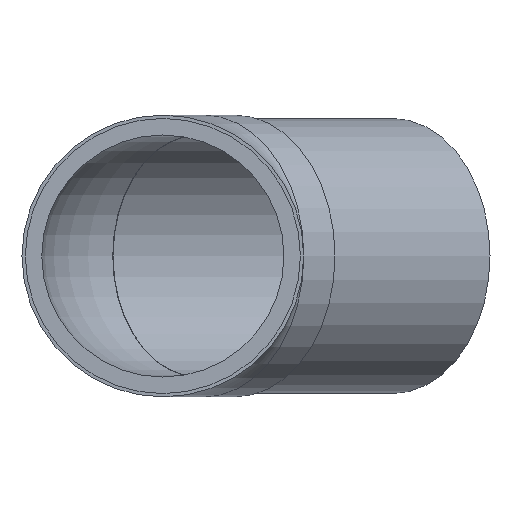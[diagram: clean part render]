
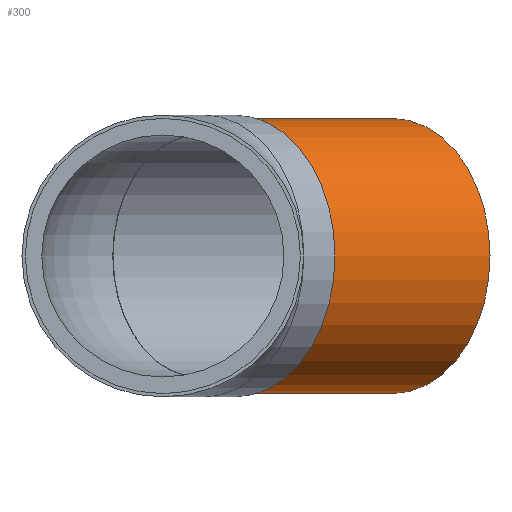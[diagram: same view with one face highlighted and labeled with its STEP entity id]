
A CAD part, front view. The second image highlights one B-rep face of the part: STEP entity #300.
In plain terms, the highlighted cylindrical face has radius 55 mm (diameter 110 mm), a full revolution.
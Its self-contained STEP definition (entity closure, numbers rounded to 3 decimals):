
#259=CARTESIAN_POINT('',(-9.899,67.882,0.));
#260=VERTEX_POINT('',#259);
#261=CARTESIAN_POINT('',(28.991,28.991,0.));
#262=DIRECTION('',(0.707,0.707,0.));
#263=DIRECTION('',(-0.707,0.707,0.));
#264=AXIS2_PLACEMENT_3D('',#261,#262,#263);
#265=CIRCLE('',#264,55.);
#266=EDGE_CURVE('',#260,#260,#265,.T.);
#276=CARTESIAN_POINT('',(53.033,130.815,0.));
#277=VERTEX_POINT('',#276);
#278=CARTESIAN_POINT('',(91.924,91.924,0.));
#279=DIRECTION('',(0.707,0.707,0.));
#280=DIRECTION('',(-0.707,0.707,0.));
#281=AXIS2_PLACEMENT_3D('',#278,#279,#280);
#282=CIRCLE('',#281,55.);
#283=EDGE_CURVE('',#277,#277,#282,.T.);
#284=ORIENTED_EDGE('',*,*,#283,.F.);
#285=CARTESIAN_POINT('',(21.567,99.349,0.));
#286=DIRECTION('',(0.707,0.707,0.));
#287=VECTOR('',#286,55.);
#288=LINE('',#285,#287);
#289=EDGE_CURVE('',#260,#277,#288,.T.);
#290=ORIENTED_EDGE('',*,*,#289,.F.);
#291=ORIENTED_EDGE('',*,*,#266,.T.);
#292=ORIENTED_EDGE('',*,*,#289,.T.);
#293=EDGE_LOOP('',(#284,#290,#291,#292));
#294=FACE_OUTER_BOUND('',#293,.T.);
#295=CARTESIAN_POINT('',(60.458,60.458,0.));
#296=DIRECTION('',(0.707,0.707,0.));
#297=DIRECTION('',(-0.707,0.707,0.));
#298=AXIS2_PLACEMENT_3D('',#295,#296,#297);
#299=CYLINDRICAL_SURFACE('',#298,55.);
#300=ADVANCED_FACE('',(#294),#299,.T.);
